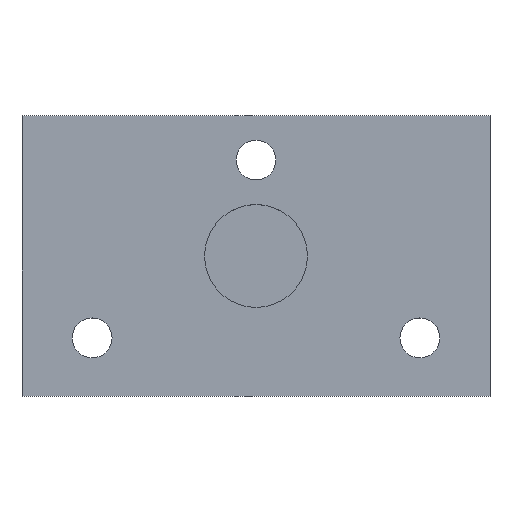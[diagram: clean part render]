
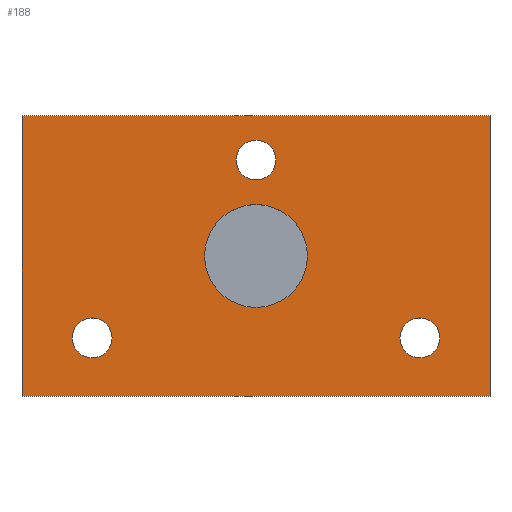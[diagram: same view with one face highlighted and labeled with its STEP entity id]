
A CAD part, top view. The second image highlights one B-rep face of the part: STEP entity #188.
In plain terms, the highlighted planar face has unit normal (0, 0, 1).
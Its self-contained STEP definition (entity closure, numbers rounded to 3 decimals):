
#27=CIRCLE('',#216,4.25);
#28=CIRCLE('',#217,4.25);
#29=CIRCLE('',#218,4.25);
#30=CIRCLE('',#219,11.);
#55=ORIENTED_EDGE('',*,*,#87,.T.);
#56=ORIENTED_EDGE('',*,*,#88,.T.);
#57=ORIENTED_EDGE('',*,*,#89,.F.);
#58=ORIENTED_EDGE('',*,*,#90,.T.);
#59=ORIENTED_EDGE('',*,*,#72,.F.);
#60=ORIENTED_EDGE('',*,*,#82,.F.);
#61=ORIENTED_EDGE('',*,*,#79,.F.);
#62=ORIENTED_EDGE('',*,*,#76,.F.);
#72=EDGE_CURVE('',#92,#93,#108,.T.);
#76=EDGE_CURVE('',#93,#96,#112,.T.);
#79=EDGE_CURVE('',#96,#98,#115,.T.);
#82=EDGE_CURVE('',#98,#92,#118,.T.);
#87=EDGE_CURVE('',#103,#103,#27,.T.);
#88=EDGE_CURVE('',#104,#104,#28,.T.);
#89=EDGE_CURVE('',#105,#105,#29,.T.);
#90=EDGE_CURVE('',#106,#106,#30,.T.);
#92=VERTEX_POINT('',#281);
#93=VERTEX_POINT('',#282);
#96=VERTEX_POINT('',#290);
#98=VERTEX_POINT('',#296);
#103=VERTEX_POINT('',#312);
#104=VERTEX_POINT('',#314);
#105=VERTEX_POINT('',#316);
#106=VERTEX_POINT('',#318);
#108=LINE('',#280,#120);
#112=LINE('',#289,#124);
#115=LINE('',#295,#127);
#118=LINE('',#301,#130);
#120=VECTOR('',#230,1000.);
#124=VECTOR('',#236,1000.);
#127=VECTOR('',#241,1000.);
#130=VECTOR('',#246,1000.);
#140=EDGE_LOOP('',(#55));
#141=EDGE_LOOP('',(#56));
#142=EDGE_LOOP('',(#57));
#143=EDGE_LOOP('',(#58));
#144=EDGE_LOOP('',(#59,#60,#61,#62));
#162=FACE_BOUND('',#140,.T.);
#163=FACE_BOUND('',#141,.T.);
#164=FACE_BOUND('',#142,.T.);
#165=FACE_BOUND('',#143,.T.);
#166=FACE_BOUND('',#144,.T.);
#181=PLANE('',#215);
#188=ADVANCED_FACE('',(#162,#163,#164,#165,#166),#181,.F.);
#215=AXIS2_PLACEMENT_3D('',#310,#256,#257);
#216=AXIS2_PLACEMENT_3D('',#311,#258,#259);
#217=AXIS2_PLACEMENT_3D('',#313,#260,#261);
#218=AXIS2_PLACEMENT_3D('',#315,#262,#263);
#219=AXIS2_PLACEMENT_3D('',#317,#264,#265);
#230=DIRECTION('',(0.,-1.,0.));
#236=DIRECTION('',(-1.,0.,0.));
#241=DIRECTION('',(0.,1.,0.));
#246=DIRECTION('',(1.,0.,0.));
#256=DIRECTION('',(0.,0.,-1.));
#257=DIRECTION('',(-1.,0.,0.));
#258=DIRECTION('',(0.,0.,-1.));
#259=DIRECTION('',(1.,0.,0.));
#260=DIRECTION('',(0.,0.,-1.));
#261=DIRECTION('',(1.,0.,0.));
#262=DIRECTION('',(0.,0.,1.));
#263=DIRECTION('',(1.,0.,0.));
#264=DIRECTION('',(0.,0.,-1.));
#265=DIRECTION('',(1.,0.,0.));
#280=CARTESIAN_POINT('',(45.596,25.434,0.));
#281=CARTESIAN_POINT('',(45.596,50.434,0.));
#282=CARTESIAN_POINT('',(45.596,-9.566,0.));
#289=CARTESIAN_POINT('',(3.096,-9.566,0.));
#290=CARTESIAN_POINT('',(-54.404,-9.566,0.));
#295=CARTESIAN_POINT('',(-54.404,-4.566,0.));
#296=CARTESIAN_POINT('',(-54.404,50.434,0.));
#301=CARTESIAN_POINT('',(-11.904,50.434,0.));
#310=CARTESIAN_POINT('',(0.,0.,0.));
#311=CARTESIAN_POINT('',(-4.404,40.934,0.));
#312=CARTESIAN_POINT('',(-0.154,40.934,0.));
#313=CARTESIAN_POINT('',(30.596,2.934,0.));
#314=CARTESIAN_POINT('',(34.846,2.934,0.));
#315=CARTESIAN_POINT('',(-39.404,2.934,0.));
#316=CARTESIAN_POINT('',(-35.154,2.934,0.));
#317=CARTESIAN_POINT('',(-4.404,20.434,0.));
#318=CARTESIAN_POINT('',(6.596,20.434,0.));
